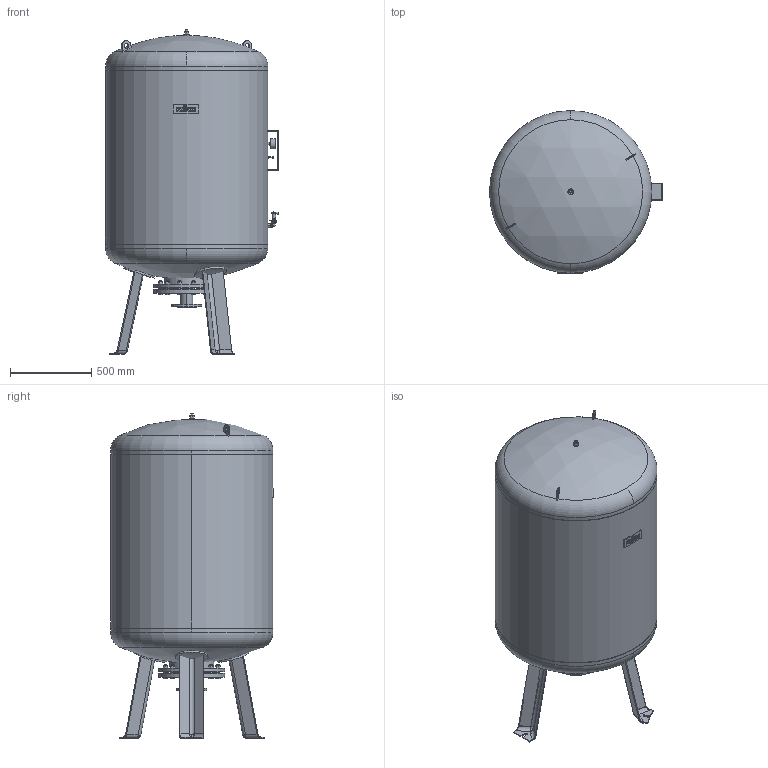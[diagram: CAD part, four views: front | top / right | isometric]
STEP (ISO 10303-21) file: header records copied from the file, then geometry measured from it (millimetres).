
FILE_DESCRIPTION((''),'2;1');
FILE_NAME('3d_G1000(1000mm)_10bar-7524005.stp','2009-12-29T14:08:14',(''),(''),'Mechanical Desktop 2008','Mechanical Desktop 2008',', , ');
FILE_SCHEMA(('CONFIG_CONTROL_DESIGN'));
Length unit declared in the file: millimetre
Products named in the file (1): Product
Bounding box: 1066 x 1002.44 x 2000 mm (x, y, z)
Volume: 1089876739.8 mm3; surface area: 10349590.5 mm2
Topology: 23 solids, 23 shells, 612 faces, 1519 edges, 983 vertices
Faces by surface type: plane 340, cylinder 155, cone 57, bspline 40, sphere 12, torus 8
Entity records: 19144 total; most frequent: CARTESIAN_POINT 4352, DIRECTION 3056, ORIENTED_EDGE 3008, EDGE_CURVE 1504, AXIS2_PLACEMENT_3D 1058, VERTEX_POINT 983, VECTOR 940, LINE 940
